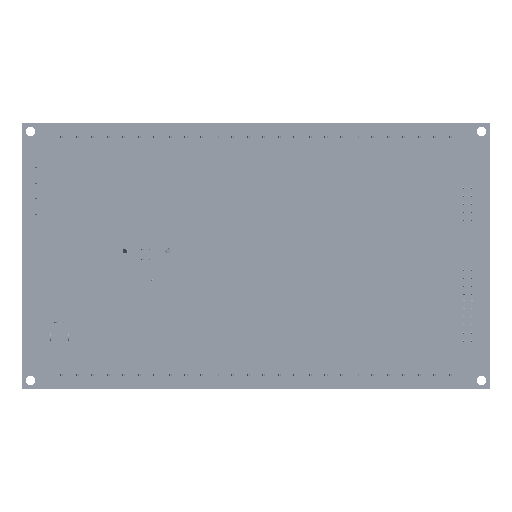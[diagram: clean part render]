
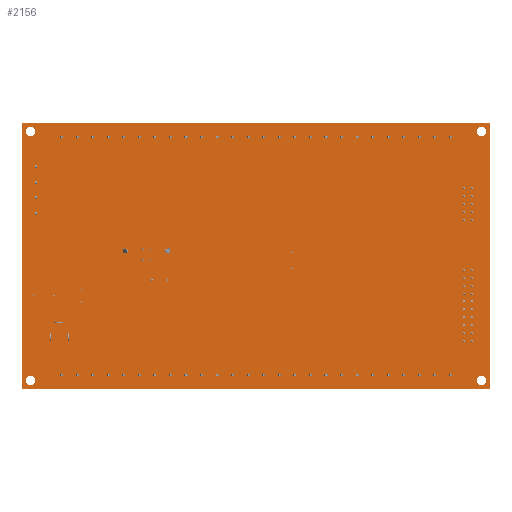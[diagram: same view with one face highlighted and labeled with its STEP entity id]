
A CAD part, front view. The second image highlights one B-rep face of the part: STEP entity #2156.
In plain terms, the highlighted free-form (B-spline) face has degree [1, 1] with [2, 2] control points.
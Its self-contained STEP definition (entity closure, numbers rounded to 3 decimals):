
#228 = VERTEX_POINT('',#229);
#229 = CARTESIAN_POINT('',(81.02,-1.397,
    -46.377));
#234 = EDGE_CURVE('',#228,#235,#237,.T.);
#235 = VERTEX_POINT('',#236);
#236 = CARTESIAN_POINT('',(81.02,-1.397,
    -43.025));
#237 = ( BOUNDED_CURVE() B_SPLINE_CURVE(2,(#238,#239,#240,#241,#242),
.UNSPECIFIED.,.F.,.F.) B_SPLINE_CURVE_WITH_KNOTS((3,2,3),(0.,
1.571,3.142),.PIECEWISE_BEZIER_KNOTS.) CURVE() 
GEOMETRIC_REPRESENTATION_ITEM() RATIONAL_B_SPLINE_CURVE((1.,
0.707,1.,0.707,1.)) REPRESENTATION_ITEM('') );
#238 = CARTESIAN_POINT('',(81.02,-1.397,
    -46.377));
#239 = CARTESIAN_POINT('',(79.344,-1.397,
    -46.377));
#240 = CARTESIAN_POINT('',(79.344,-1.397,
    -44.701));
#241 = CARTESIAN_POINT('',(79.344,-1.397,
    -43.025));
#242 = CARTESIAN_POINT('',(81.02,-1.397,
    -43.025));
#276 = VERTEX_POINT('',#277);
#277 = CARTESIAN_POINT('',(81.02,-1.397,
    43.025));
#282 = EDGE_CURVE('',#276,#283,#285,.T.);
#283 = VERTEX_POINT('',#284);
#284 = CARTESIAN_POINT('',(81.02,-1.397,
    46.377));
#285 = ( BOUNDED_CURVE() B_SPLINE_CURVE(2,(#286,#287,#288,#289,#290),
.UNSPECIFIED.,.F.,.F.) B_SPLINE_CURVE_WITH_KNOTS((3,2,3),(0.,
1.571,3.142),.PIECEWISE_BEZIER_KNOTS.) CURVE() 
GEOMETRIC_REPRESENTATION_ITEM() RATIONAL_B_SPLINE_CURVE((1.,
0.707,1.,0.707,1.)) REPRESENTATION_ITEM('') );
#286 = CARTESIAN_POINT('',(81.02,-1.397,
    43.025));
#287 = CARTESIAN_POINT('',(79.344,-1.397,
    43.025));
#288 = CARTESIAN_POINT('',(79.344,-1.397,
    44.701));
#289 = CARTESIAN_POINT('',(79.344,-1.397,
    46.377));
#290 = CARTESIAN_POINT('',(81.02,-1.397,
    46.377));
#324 = VERTEX_POINT('',#325);
#325 = CARTESIAN_POINT('',(-81.02,-1.397,
    43.025));
#330 = EDGE_CURVE('',#324,#331,#333,.T.);
#331 = VERTEX_POINT('',#332);
#332 = CARTESIAN_POINT('',(-81.02,-1.397,
    46.377));
#333 = ( BOUNDED_CURVE() B_SPLINE_CURVE(2,(#334,#335,#336,#337,#338),
.UNSPECIFIED.,.F.,.F.) B_SPLINE_CURVE_WITH_KNOTS((3,2,3),(3.142,
4.712,6.283),.PIECEWISE_BEZIER_KNOTS.) CURVE() 
GEOMETRIC_REPRESENTATION_ITEM() RATIONAL_B_SPLINE_CURVE((1.,
0.707,1.,0.707,1.)) REPRESENTATION_ITEM('') );
#334 = CARTESIAN_POINT('',(-81.02,-1.397,
    43.025));
#335 = CARTESIAN_POINT('',(-82.697,-1.397,
    43.025));
#336 = CARTESIAN_POINT('',(-82.697,-1.397,
    44.701));
#337 = CARTESIAN_POINT('',(-82.697,-1.397,
    46.377));
#338 = CARTESIAN_POINT('',(-81.02,-1.397,
    46.377));
#372 = VERTEX_POINT('',#373);
#373 = CARTESIAN_POINT('',(-81.02,-1.397,
    -46.377));
#378 = EDGE_CURVE('',#372,#379,#381,.T.);
#379 = VERTEX_POINT('',#380);
#380 = CARTESIAN_POINT('',(-81.02,-1.397,
    -43.025));
#381 = ( BOUNDED_CURVE() B_SPLINE_CURVE(2,(#382,#383,#384,#385,#386),
.UNSPECIFIED.,.F.,.F.) B_SPLINE_CURVE_WITH_KNOTS((3,2,3),(3.142,
4.712,6.283),.PIECEWISE_BEZIER_KNOTS.) CURVE() 
GEOMETRIC_REPRESENTATION_ITEM() RATIONAL_B_SPLINE_CURVE((1.,
0.707,1.,0.707,1.)) REPRESENTATION_ITEM('') );
#382 = CARTESIAN_POINT('',(-81.02,-1.397,
    -46.377));
#383 = CARTESIAN_POINT('',(-82.697,-1.397,
    -46.377));
#384 = CARTESIAN_POINT('',(-82.697,-1.397,
    -44.701));
#385 = CARTESIAN_POINT('',(-82.697,-1.397,
    -43.025));
#386 = CARTESIAN_POINT('',(-81.02,-1.397,
    -43.025));
#2156 = ADVANCED_FACE('',(#2157,#2187,#2198,#2209,#2220),#2231,.F.);
#2157 = FACE_BOUND('',#2158,.T.);
#2158 = EDGE_LOOP('',(#2159,#2168,#2175,#2182));
#2159 = ORIENTED_EDGE('',*,*,#2160,.F.);
#2160 = EDGE_CURVE('',#2161,#2163,#2165,.T.);
#2161 = VERTEX_POINT('',#2162);
#2162 = CARTESIAN_POINT('',(84.094,-1.397,
    47.774));
#2163 = VERTEX_POINT('',#2164);
#2164 = CARTESIAN_POINT('',(84.094,-1.397,
    -47.774));
#2165 = B_SPLINE_CURVE_WITH_KNOTS('',1,(#2166,#2167),.UNSPECIFIED.,.F.,
  .F.,(2,2),(-85.5,0.),.PIECEWISE_BEZIER_KNOTS.);
#2166 = CARTESIAN_POINT('',(84.094,-1.397,
    47.774));
#2167 = CARTESIAN_POINT('',(84.094,-1.397,
    -47.774));
#2168 = ORIENTED_EDGE('',*,*,#2169,.F.);
#2169 = EDGE_CURVE('',#2170,#2161,#2172,.T.);
#2170 = VERTEX_POINT('',#2171);
#2171 = CARTESIAN_POINT('',(-84.094,-1.397,
    47.774));
#2172 = B_SPLINE_CURVE_WITH_KNOTS('',1,(#2173,#2174),.UNSPECIFIED.,.F.,
  .F.,(2,2),(0.,150.5),.PIECEWISE_BEZIER_KNOTS.);
#2173 = CARTESIAN_POINT('',(-84.094,-1.397,
    47.774));
#2174 = CARTESIAN_POINT('',(84.094,-1.397,
    47.774));
#2175 = ORIENTED_EDGE('',*,*,#2176,.F.);
#2176 = EDGE_CURVE('',#2177,#2170,#2179,.T.);
#2177 = VERTEX_POINT('',#2178);
#2178 = CARTESIAN_POINT('',(-84.094,-1.397,
    -47.774));
#2179 = B_SPLINE_CURVE_WITH_KNOTS('',1,(#2180,#2181),.UNSPECIFIED.,.F.,
  .F.,(2,2),(0.,85.5),.PIECEWISE_BEZIER_KNOTS.);
#2180 = CARTESIAN_POINT('',(-84.094,-1.397,
    -47.774));
#2181 = CARTESIAN_POINT('',(-84.094,-1.397,
    47.774));
#2182 = ORIENTED_EDGE('',*,*,#2183,.F.);
#2183 = EDGE_CURVE('',#2163,#2177,#2184,.T.);
#2184 = B_SPLINE_CURVE_WITH_KNOTS('',1,(#2185,#2186),.UNSPECIFIED.,.F.,
  .F.,(2,2),(-150.5,-0.),.PIECEWISE_BEZIER_KNOTS.);
#2185 = CARTESIAN_POINT('',(84.094,-1.397,
    -47.774));
#2186 = CARTESIAN_POINT('',(-84.094,-1.397,
    -47.774));
#2187 = FACE_BOUND('',#2188,.T.);
#2188 = EDGE_LOOP('',(#2189,#2190));
#2189 = ORIENTED_EDGE('',*,*,#378,.T.);
#2190 = ORIENTED_EDGE('',*,*,#2191,.T.);
#2191 = EDGE_CURVE('',#379,#372,#2192,.T.);
#2192 = ( BOUNDED_CURVE() B_SPLINE_CURVE(2,(#2193,#2194,#2195,#2196,
#2197),.UNSPECIFIED.,.F.,.F.) B_SPLINE_CURVE_WITH_KNOTS((3,2,3),(0.,
1.571,3.142),.PIECEWISE_BEZIER_KNOTS.) CURVE() 
GEOMETRIC_REPRESENTATION_ITEM() RATIONAL_B_SPLINE_CURVE((1.,
0.707,1.,0.707,1.)) REPRESENTATION_ITEM('') );
#2193 = CARTESIAN_POINT('',(-81.02,-1.397,
    -43.025));
#2194 = CARTESIAN_POINT('',(-79.344,-1.397,
    -43.025));
#2195 = CARTESIAN_POINT('',(-79.344,-1.397,
    -44.701));
#2196 = CARTESIAN_POINT('',(-79.344,-1.397,
    -46.377));
#2197 = CARTESIAN_POINT('',(-81.02,-1.397,
    -46.377));
#2198 = FACE_BOUND('',#2199,.T.);
#2199 = EDGE_LOOP('',(#2200,#2201));
#2200 = ORIENTED_EDGE('',*,*,#330,.T.);
#2201 = ORIENTED_EDGE('',*,*,#2202,.T.);
#2202 = EDGE_CURVE('',#331,#324,#2203,.T.);
#2203 = ( BOUNDED_CURVE() B_SPLINE_CURVE(2,(#2204,#2205,#2206,#2207,
#2208),.UNSPECIFIED.,.F.,.F.) B_SPLINE_CURVE_WITH_KNOTS((3,2,3),(0.,
1.571,3.142),.PIECEWISE_BEZIER_KNOTS.) CURVE() 
GEOMETRIC_REPRESENTATION_ITEM() RATIONAL_B_SPLINE_CURVE((1.,
0.707,1.,0.707,1.)) REPRESENTATION_ITEM('') );
#2204 = CARTESIAN_POINT('',(-81.02,-1.397,
    46.377));
#2205 = CARTESIAN_POINT('',(-79.344,-1.397,
    46.377));
#2206 = CARTESIAN_POINT('',(-79.344,-1.397,
    44.701));
#2207 = CARTESIAN_POINT('',(-79.344,-1.397,
    43.025));
#2208 = CARTESIAN_POINT('',(-81.02,-1.397,
    43.025));
#2209 = FACE_BOUND('',#2210,.T.);
#2210 = EDGE_LOOP('',(#2211,#2212));
#2211 = ORIENTED_EDGE('',*,*,#282,.T.);
#2212 = ORIENTED_EDGE('',*,*,#2213,.T.);
#2213 = EDGE_CURVE('',#283,#276,#2214,.T.);
#2214 = ( BOUNDED_CURVE() B_SPLINE_CURVE(2,(#2215,#2216,#2217,#2218,
#2219),.UNSPECIFIED.,.F.,.F.) B_SPLINE_CURVE_WITH_KNOTS((3,2,3),(
    3.142,4.712,6.283),
.PIECEWISE_BEZIER_KNOTS.) CURVE() GEOMETRIC_REPRESENTATION_ITEM() 
RATIONAL_B_SPLINE_CURVE((1.,0.707,1.,0.707,1.)) 
REPRESENTATION_ITEM('') );
#2215 = CARTESIAN_POINT('',(81.02,-1.397,
    46.377));
#2216 = CARTESIAN_POINT('',(82.697,-1.397,
    46.377));
#2217 = CARTESIAN_POINT('',(82.697,-1.397,
    44.701));
#2218 = CARTESIAN_POINT('',(82.697,-1.397,
    43.025));
#2219 = CARTESIAN_POINT('',(81.02,-1.397,
    43.025));
#2220 = FACE_BOUND('',#2221,.T.);
#2221 = EDGE_LOOP('',(#2222,#2223));
#2222 = ORIENTED_EDGE('',*,*,#234,.T.);
#2223 = ORIENTED_EDGE('',*,*,#2224,.T.);
#2224 = EDGE_CURVE('',#235,#228,#2225,.T.);
#2225 = ( BOUNDED_CURVE() B_SPLINE_CURVE(2,(#2226,#2227,#2228,#2229,
#2230),.UNSPECIFIED.,.F.,.F.) B_SPLINE_CURVE_WITH_KNOTS((3,2,3),(
    3.142,4.712,6.283),
.PIECEWISE_BEZIER_KNOTS.) CURVE() GEOMETRIC_REPRESENTATION_ITEM() 
RATIONAL_B_SPLINE_CURVE((1.,0.707,1.,0.707,1.)) 
REPRESENTATION_ITEM('') );
#2226 = CARTESIAN_POINT('',(81.02,-1.397,
    -43.025));
#2227 = CARTESIAN_POINT('',(82.697,-1.397,
    -43.025));
#2228 = CARTESIAN_POINT('',(82.697,-1.397,
    -44.701));
#2229 = CARTESIAN_POINT('',(82.697,-1.397,
    -46.377));
#2230 = CARTESIAN_POINT('',(81.02,-1.397,
    -46.377));
#2231 = B_SPLINE_SURFACE_WITH_KNOTS('',1,1,(
    (#2232,#2233)
    ,(#2234,#2235
  )),.UNSPECIFIED.,.F.,.F.,.F.,(2,2),(2,2),(-42.75,42.75),(-75.25,75.25)
  ,.PIECEWISE_BEZIER_KNOTS.);
#2232 = CARTESIAN_POINT('',(-84.094,-1.397,
    -47.774));
#2233 = CARTESIAN_POINT('',(84.094,-1.397,
    -47.774));
#2234 = CARTESIAN_POINT('',(-84.094,-1.397,
    47.774));
#2235 = CARTESIAN_POINT('',(84.094,-1.397,
    47.774));
